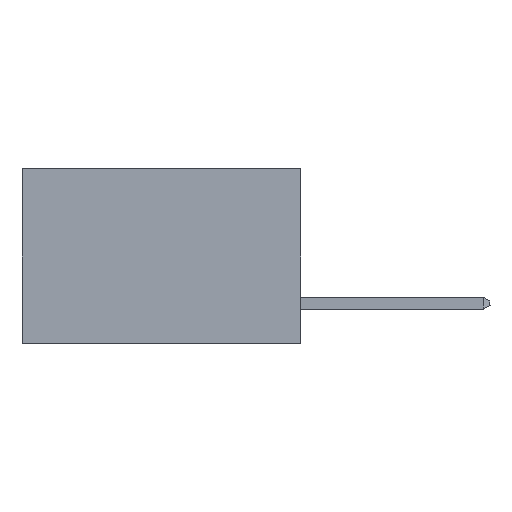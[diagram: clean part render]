
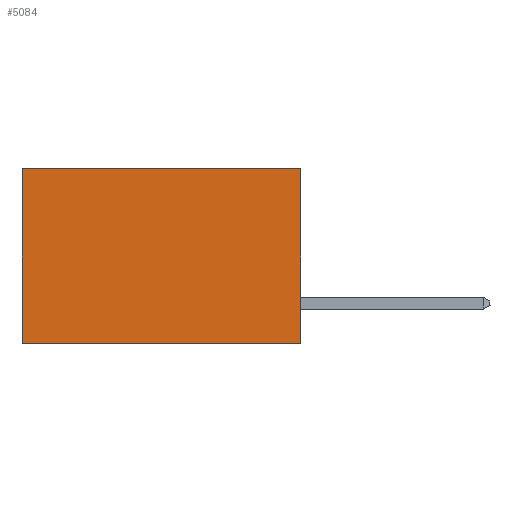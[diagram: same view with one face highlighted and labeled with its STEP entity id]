
A CAD part, left-side view. The second image highlights one B-rep face of the part: STEP entity #5084.
In plain terms, the highlighted planar face has unit normal (-1, 0, 0).
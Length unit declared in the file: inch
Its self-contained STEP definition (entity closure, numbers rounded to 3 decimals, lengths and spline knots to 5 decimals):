
#186 = VERTEX_POINT ( 'NONE', #14292 ) ;
#858 = DIRECTION ( 'NONE',  ( 0., 0., -1. ) ) ;
#1306 = CARTESIAN_POINT ( 'NONE',  ( 0.277, 0.59, 0. ) ) ;
#1373 = EDGE_CURVE ( 'NONE', #11622, #186, #2902, .T. ) ;
#2097 = VECTOR ( 'NONE', #858, 39.37008 ) ;
#2902 = LINE ( 'NONE', #21381, #2097 ) ;
#4761 = VERTEX_POINT ( 'NONE', #1306 ) ;
#5084 = ADVANCED_FACE ( 'NONE', ( #25580 ), #20565, .F. ) ;
#7934 = ORIENTED_EDGE ( 'NONE', *, *, #1373, .F. ) ;
#10439 = CARTESIAN_POINT ( 'NONE',  ( 0.277, 0., -0.37 ) ) ;
#11622 = VERTEX_POINT ( 'NONE', #12158 ) ;
#12158 = CARTESIAN_POINT ( 'NONE',  ( 0.277, 0., 0. ) ) ;
#13059 = DIRECTION ( 'NONE',  ( 0., 1., 0. ) ) ;
#14219 = EDGE_LOOP ( 'NONE', ( #32900, #17730, #7934, #24478 ) ) ;
#14292 = CARTESIAN_POINT ( 'NONE',  ( 0.277, 0., -0.37 ) ) ;
#15238 = LINE ( 'NONE', #23906, #27882 ) ;
#17649 = EDGE_CURVE ( 'NONE', #186, #30878, #19400, .T. ) ;
#17730 = ORIENTED_EDGE ( 'NONE', *, *, #17649, .F. ) ;
#19400 = LINE ( 'NONE', #10439, #31945 ) ;
#20351 = LINE ( 'NONE', #21690, #32878 ) ;
#20358 = DIRECTION ( 'NONE',  ( 0., 0., -1. ) ) ;
#20457 = DIRECTION ( 'NONE',  ( 1., 0., 0. ) ) ;
#20565 = PLANE ( 'NONE',  #24880 ) ;
#21303 = CARTESIAN_POINT ( 'NONE',  ( 0.277, 0., -0.37 ) ) ;
#21381 = CARTESIAN_POINT ( 'NONE',  ( 0.277, 0., -0.37 ) ) ;
#21690 = CARTESIAN_POINT ( 'NONE',  ( 0.277, 0.59, -0.37 ) ) ;
#21737 = EDGE_CURVE ( 'NONE', #4761, #30878, #20351, .T. ) ;
#23906 = CARTESIAN_POINT ( 'NONE',  ( 0.277, 0., 0. ) ) ;
#24214 = DIRECTION ( 'NONE',  ( 0., 0., -1. ) ) ;
#24478 = ORIENTED_EDGE ( 'NONE', *, *, #25939, .T. ) ;
#24880 = AXIS2_PLACEMENT_3D ( 'NONE', #21303, #20457, #20358 ) ;
#25580 = FACE_OUTER_BOUND ( 'NONE', #14219, .T. ) ;
#25609 = CARTESIAN_POINT ( 'NONE',  ( 0.277, 0.59, -0.37 ) ) ;
#25939 = EDGE_CURVE ( 'NONE', #11622, #4761, #15238, .T. ) ;
#26397 = DIRECTION ( 'NONE',  ( 0., 1., 0. ) ) ;
#27882 = VECTOR ( 'NONE', #26397, 39.37008 ) ;
#30878 = VERTEX_POINT ( 'NONE', #25609 ) ;
#31945 = VECTOR ( 'NONE', #13059, 39.37008 ) ;
#32878 = VECTOR ( 'NONE', #24214, 39.37008 ) ;
#32900 = ORIENTED_EDGE ( 'NONE', *, *, #21737, .T. ) ;
